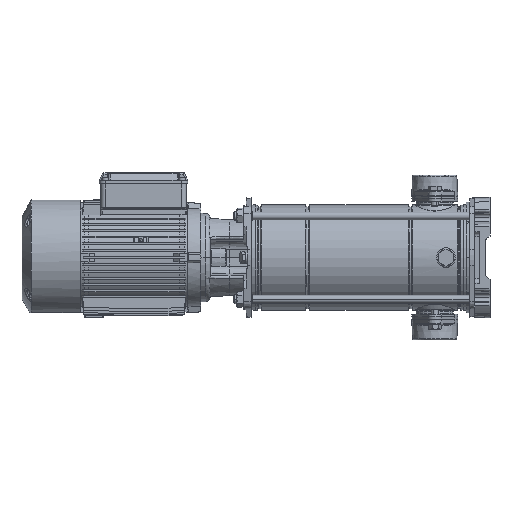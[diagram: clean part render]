
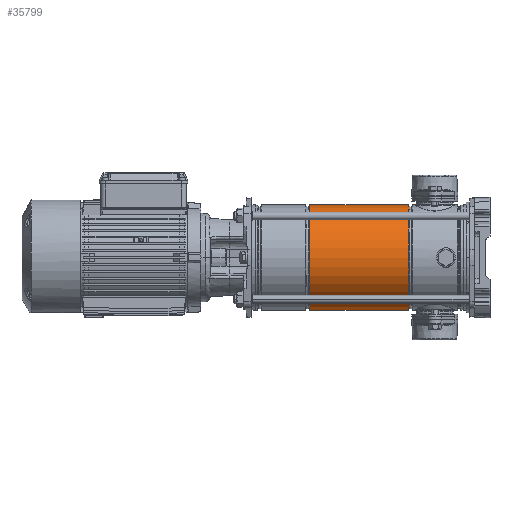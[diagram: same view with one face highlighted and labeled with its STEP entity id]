
A CAD part, left-side view. The second image highlights one B-rep face of the part: STEP entity #35799.
In plain terms, the highlighted cylindrical face has radius 85.9 mm (diameter 171.8 mm), a partial arc.
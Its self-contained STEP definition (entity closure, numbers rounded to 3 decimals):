
#46 = CARTESIAN_POINT ( 'NONE',  ( -85.9, 0., 0. ) ) ;
#1760 = ORIENTED_EDGE ( 'NONE', *, *, #21955, .T. ) ;
#6006 = DIRECTION ( 'NONE',  ( -1., 0., 0. ) ) ;
#6054 = EDGE_CURVE ( 'NONE', #54240, #70760, #30572, .T. ) ;
#7292 = EDGE_LOOP ( 'NONE', ( #1760, #24793, #33023, #15592 ) ) ;
#8275 = EDGE_CURVE ( 'NONE', #70760, #52548, #21400, .T. ) ;
#15592 = ORIENTED_EDGE ( 'NONE', *, *, #6054, .F. ) ;
#16535 = CIRCLE ( 'NONE', #57338, 85.9 ) ;
#18514 = CARTESIAN_POINT ( 'NONE',  ( 85.9, 0., 93.897 ) ) ;
#21400 = CIRCLE ( 'NONE', #75842, 85.9 ) ;
#21955 = EDGE_CURVE ( 'NONE', #54240, #50368, #16535, .T. ) ;
#22077 = VECTOR ( 'NONE', #35603, 1000. ) ;
#24356 = EDGE_CURVE ( 'NONE', #50368, #52548, #54525, .T. ) ;
#24718 = CARTESIAN_POINT ( 'NONE',  ( 85.9, 0., 0. ) ) ;
#24793 = ORIENTED_EDGE ( 'NONE', *, *, #24356, .T. ) ;
#28340 = VECTOR ( 'NONE', #41387, 1000. ) ;
#30572 = LINE ( 'NONE', #46, #22077 ) ;
#31787 = DIRECTION ( 'NONE',  ( 0., 0., -1. ) ) ;
#33023 = ORIENTED_EDGE ( 'NONE', *, *, #8275, .F. ) ;
#34498 = AXIS2_PLACEMENT_3D ( 'NONE', #56188, #31787, #43398 ) ;
#35603 = DIRECTION ( 'NONE',  ( 0., 0., -1. ) ) ;
#35799 = ADVANCED_FACE ( 'NONE', ( #56565 ), #67782, .T. ) ;
#37478 = CARTESIAN_POINT ( 'NONE',  ( -85.9, 0., 93.897 ) ) ;
#40260 = DIRECTION ( 'NONE',  ( 0., 0., -1. ) ) ;
#41387 = DIRECTION ( 'NONE',  ( 0., 0., -1. ) ) ;
#43398 = DIRECTION ( 'NONE',  ( -1., 0., 0. ) ) ;
#47975 = CARTESIAN_POINT ( 'NONE',  ( 85.9, 0., 255.103 ) ) ;
#50368 = VERTEX_POINT ( 'NONE', #47975 ) ;
#52548 = VERTEX_POINT ( 'NONE', #18514 ) ;
#54240 = VERTEX_POINT ( 'NONE', #59789 ) ;
#54525 = LINE ( 'NONE', #24718, #28340 ) ;
#56188 = CARTESIAN_POINT ( 'NONE',  ( 0., 0., 0. ) ) ;
#56565 = FACE_OUTER_BOUND ( 'NONE', #7292, .T. ) ;
#57338 = AXIS2_PLACEMENT_3D ( 'NONE', #70997, #59788, #6006 ) ;
#58464 = DIRECTION ( 'NONE',  ( -1., 0., 0. ) ) ;
#58847 = CARTESIAN_POINT ( 'NONE',  ( 0., 0., 93.897 ) ) ;
#59788 = DIRECTION ( 'NONE',  ( 0., 0., -1. ) ) ;
#59789 = CARTESIAN_POINT ( 'NONE',  ( -85.9, 0., 255.103 ) ) ;
#67782 = CYLINDRICAL_SURFACE ( 'NONE', #34498, 85.9 ) ;
#70760 = VERTEX_POINT ( 'NONE', #37478 ) ;
#70997 = CARTESIAN_POINT ( 'NONE',  ( 0., 0., 255.103 ) ) ;
#75842 = AXIS2_PLACEMENT_3D ( 'NONE', #58847, #40260, #58464 ) ;
